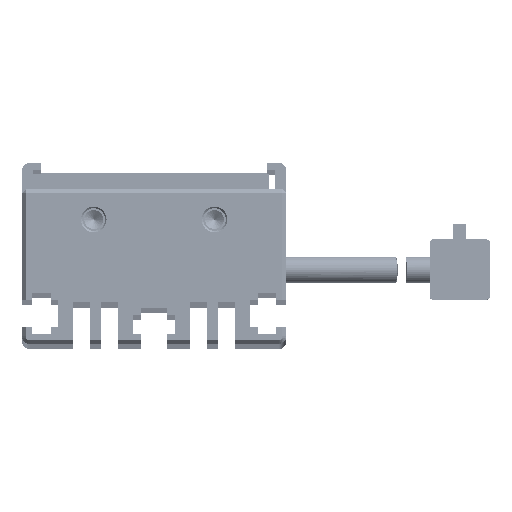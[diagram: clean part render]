
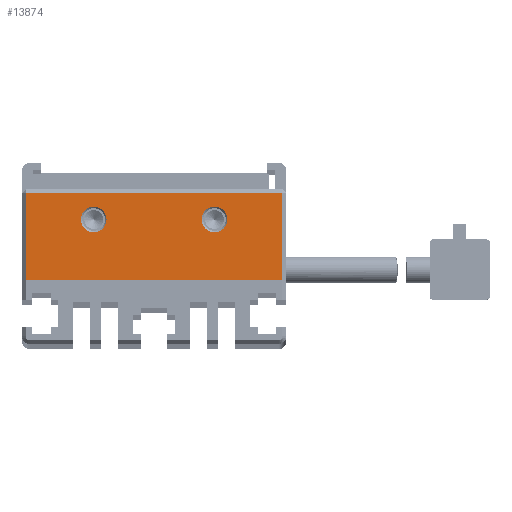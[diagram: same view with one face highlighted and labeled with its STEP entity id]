
A CAD part, top view. The second image highlights one B-rep face of the part: STEP entity #13874.
In plain terms, the highlighted planar face has unit normal (0, 0, 1).
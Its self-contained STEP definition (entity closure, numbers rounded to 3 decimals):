
#4787 = CARTESIAN_POINT ( 'NONE',  ( 40.925, 19.491, 79. ) ) ;
#6804 = CARTESIAN_POINT ( 'NONE',  ( 40.925, 30.991, 79. ) ) ;
#8669 = CARTESIAN_POINT ( 'NONE',  ( 31.225, 27.491, 79. ) ) ;
#9381 = CARTESIAN_POINT ( 'NONE',  ( 57.925, 19.491, 79. ) ) ;
#10938 = EDGE_CURVE ( 'NONE', #140355, #63559, #58256, .T. ) ;
#13306 = AXIS2_PLACEMENT_3D ( 'NONE', #88160, #32964, #44082 ) ;
#13874 = ADVANCED_FACE ( 'NONE', ( #101818, #131360, #56711 ), #120939, .T. ) ;
#15443 = AXIS2_PLACEMENT_3D ( 'NONE', #108349, #130586, #141712 ) ;
#23603 = EDGE_CURVE ( 'NONE', #30395, #30156, #94819, .T. ) ;
#25623 = VECTOR ( 'NONE', #60755, 1000. ) ;
#25714 = ORIENTED_EDGE ( 'NONE', *, *, #138877, .T. ) ;
#26400 = CARTESIAN_POINT ( 'NONE',  ( 23.925, 30.991, 79. ) ) ;
#30156 = VERTEX_POINT ( 'NONE', #8669 ) ;
#30395 = VERTEX_POINT ( 'NONE', #69094 ) ;
#32964 = DIRECTION ( 'NONE',  ( 0., 0., -1. ) ) ;
#37445 = CARTESIAN_POINT ( 'NONE',  ( 48.925, 27.491, 79. ) ) ;
#38467 = CARTESIAN_POINT ( 'NONE',  ( 23.925, 19.491, 79. ) ) ;
#40758 = EDGE_LOOP ( 'NONE', ( #65881, #58306 ) ) ;
#42049 = EDGE_LOOP ( 'NONE', ( #25714, #62642, #139485, #55636 ) ) ;
#44082 = DIRECTION ( 'NONE',  ( 1., 0., 0. ) ) ;
#44134 = ORIENTED_EDGE ( 'NONE', *, *, #105168, .T. ) ;
#47929 = VECTOR ( 'NONE', #130736, 1000. ) ;
#51486 = VECTOR ( 'NONE', #116748, 1000. ) ;
#55034 = CARTESIAN_POINT ( 'NONE',  ( 50.625, 27.491, 79. ) ) ;
#55636 = ORIENTED_EDGE ( 'NONE', *, *, #63002, .T. ) ;
#56415 = VERTEX_POINT ( 'NONE', #131287 ) ;
#56711 = FACE_BOUND ( 'NONE', #40758, .T. ) ;
#58256 = LINE ( 'NONE', #74035, #47929 ) ;
#58306 = ORIENTED_EDGE ( 'NONE', *, *, #85953, .T. ) ;
#59557 = DIRECTION ( 'NONE',  ( 1., 0., 0. ) ) ;
#60755 = DIRECTION ( 'NONE',  ( 0., 1., 0. ) ) ;
#61181 = DIRECTION ( 'NONE',  ( 1., 0., 0. ) ) ;
#62642 = ORIENTED_EDGE ( 'NONE', *, *, #10938, .T. ) ;
#63002 = EDGE_CURVE ( 'NONE', #112205, #56415, #70621, .T. ) ;
#63559 = VERTEX_POINT ( 'NONE', #38467 ) ;
#64144 = DIRECTION ( 'NONE',  ( 0., 0., 1. ) ) ;
#65530 = EDGE_LOOP ( 'NONE', ( #131990, #44134 ) ) ;
#65881 = ORIENTED_EDGE ( 'NONE', *, *, #23603, .T. ) ;
#69094 = CARTESIAN_POINT ( 'NONE',  ( 34.625, 27.491, 79. ) ) ;
#70621 = LINE ( 'NONE', #127222, #25623 ) ;
#73504 = VECTOR ( 'NONE', #95392, 1000. ) ;
#74035 = CARTESIAN_POINT ( 'NONE',  ( 23.925, 25.491, 79. ) ) ;
#82419 = DIRECTION ( 'NONE',  ( 0., 0., -1. ) ) ;
#85953 = EDGE_CURVE ( 'NONE', #30156, #30395, #92526, .T. ) ;
#88160 = CARTESIAN_POINT ( 'NONE',  ( 32.925, 27.491, 79. ) ) ;
#92310 = DIRECTION ( 'NONE',  ( 0., 0., -1. ) ) ;
#92526 = CIRCLE ( 'NONE', #13306, 1.7 ) ;
#94819 = CIRCLE ( 'NONE', #15443, 1.7 ) ;
#95392 = DIRECTION ( 'NONE',  ( -1., 0., 0. ) ) ;
#101818 = FACE_OUTER_BOUND ( 'NONE', #42049, .T. ) ;
#103942 = CARTESIAN_POINT ( 'NONE',  ( 48.925, 27.491, 79. ) ) ;
#105168 = EDGE_CURVE ( 'NONE', #114565, #126934, #113419, .T. ) ;
#108349 = CARTESIAN_POINT ( 'NONE',  ( 32.925, 27.491, 79. ) ) ;
#112205 = VERTEX_POINT ( 'NONE', #9381 ) ;
#112971 = EDGE_CURVE ( 'NONE', #63559, #112205, #131336, .T. ) ;
#113419 = CIRCLE ( 'NONE', #130784, 1.7 ) ;
#114565 = VERTEX_POINT ( 'NONE', #133684 ) ;
#116748 = DIRECTION ( 'NONE',  ( 1., 0., 0. ) ) ;
#120939 = PLANE ( 'NONE',  #135894 ) ;
#122473 = AXIS2_PLACEMENT_3D ( 'NONE', #103942, #92310, #61181 ) ;
#126934 = VERTEX_POINT ( 'NONE', #55034 ) ;
#127222 = CARTESIAN_POINT ( 'NONE',  ( 57.925, 25.491, 79. ) ) ;
#129836 = EDGE_CURVE ( 'NONE', #126934, #114565, #138660, .T. ) ;
#130582 = CARTESIAN_POINT ( 'NONE',  ( 40.925, 25.491, 79. ) ) ;
#130586 = DIRECTION ( 'NONE',  ( 0., 0., -1. ) ) ;
#130736 = DIRECTION ( 'NONE',  ( 0., -1., 0. ) ) ;
#130784 = AXIS2_PLACEMENT_3D ( 'NONE', #37445, #82419, #59557 ) ;
#131287 = CARTESIAN_POINT ( 'NONE',  ( 57.925, 30.991, 79. ) ) ;
#131336 = LINE ( 'NONE', #4787, #51486 ) ;
#131360 = FACE_BOUND ( 'NONE', #65530, .T. ) ;
#131990 = ORIENTED_EDGE ( 'NONE', *, *, #129836, .T. ) ;
#133684 = CARTESIAN_POINT ( 'NONE',  ( 47.225, 27.491, 79. ) ) ;
#135894 = AXIS2_PLACEMENT_3D ( 'NONE', #130582, #64144, #141711 ) ;
#138660 = CIRCLE ( 'NONE', #122473, 1.7 ) ;
#138877 = EDGE_CURVE ( 'NONE', #56415, #140355, #142876, .T. ) ;
#139485 = ORIENTED_EDGE ( 'NONE', *, *, #112971, .T. ) ;
#140355 = VERTEX_POINT ( 'NONE', #26400 ) ;
#141711 = DIRECTION ( 'NONE',  ( 1., 0., 0. ) ) ;
#141712 = DIRECTION ( 'NONE',  ( 1., 0., 0. ) ) ;
#142876 = LINE ( 'NONE', #6804, #73504 ) ;
